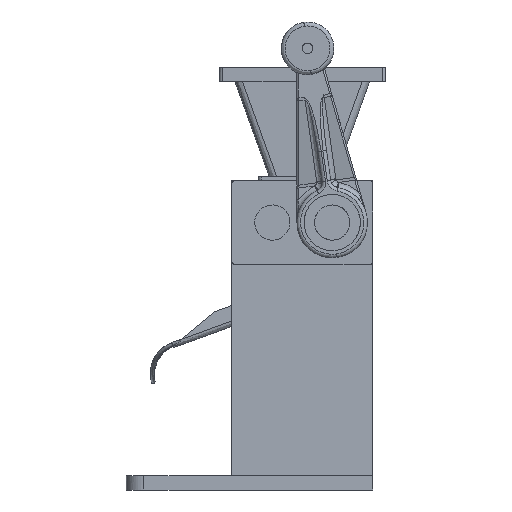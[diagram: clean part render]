
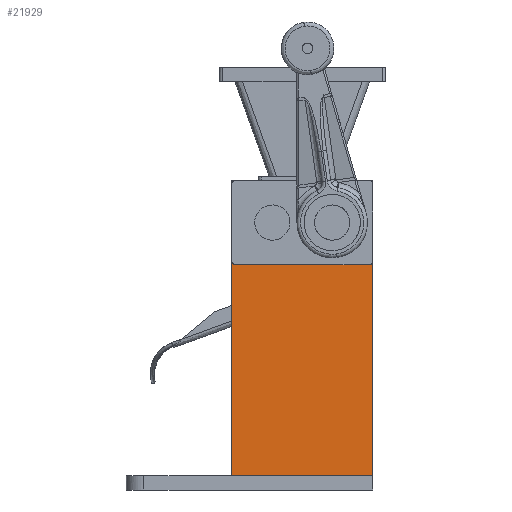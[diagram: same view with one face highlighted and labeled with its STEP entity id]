
A CAD part, front view. The second image highlights one B-rep face of the part: STEP entity #21929.
In plain terms, the highlighted free-form (B-spline) face has degree [1, 1] with [2, 2] control points.
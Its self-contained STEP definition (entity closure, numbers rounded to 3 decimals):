
#21642 = VERTEX_POINT('',#21643);
#21643 = CARTESIAN_POINT('',(-239.022,-172.353,
    224.267));
#21661 = VERTEX_POINT('',#21662);
#21662 = CARTESIAN_POINT('',(-209.513,-172.353,
    224.267));
#21667 = EDGE_CURVE('',#21642,#21661,#21668,.T.);
#21668 = ( BOUNDED_CURVE() B_SPLINE_CURVE(2,(#21669,#21670,#21671,#21672
,#21673),.UNSPECIFIED.,.F.,.F.) B_SPLINE_CURVE_WITH_KNOTS((3,2,3),(0.,
1.571,3.142),.PIECEWISE_BEZIER_KNOTS.) CURVE() 
GEOMETRIC_REPRESENTATION_ITEM() RATIONAL_B_SPLINE_CURVE((1.,
0.707,1.,0.707,1.)) REPRESENTATION_ITEM('') );
#21669 = CARTESIAN_POINT('',(-239.022,-172.353,
    224.267));
#21670 = CARTESIAN_POINT('',(-239.022,-172.353,
    209.513));
#21671 = CARTESIAN_POINT('',(-224.267,-172.353,
    209.513));
#21672 = CARTESIAN_POINT('',(-209.513,-172.353,
    209.513));
#21673 = CARTESIAN_POINT('',(-209.513,-172.353,
    224.267));
#21690 = VERTEX_POINT('',#21691);
#21691 = CARTESIAN_POINT('',(-188.857,-172.353,
    224.267));
#21709 = VERTEX_POINT('',#21710);
#21710 = CARTESIAN_POINT('',(-159.348,-172.353,
    224.267));
#21715 = EDGE_CURVE('',#21690,#21709,#21716,.T.);
#21716 = ( BOUNDED_CURVE() B_SPLINE_CURVE(2,(#21717,#21718,#21719,#21720
,#21721),.UNSPECIFIED.,.F.,.F.) B_SPLINE_CURVE_WITH_KNOTS((3,2,3),(0.,
1.571,3.142),.PIECEWISE_BEZIER_KNOTS.) CURVE() 
GEOMETRIC_REPRESENTATION_ITEM() RATIONAL_B_SPLINE_CURVE((1.,
0.707,1.,0.707,1.)) REPRESENTATION_ITEM('') );
#21717 = CARTESIAN_POINT('',(-188.857,-172.353,
    224.267));
#21718 = CARTESIAN_POINT('',(-188.857,-172.353,
    209.513));
#21719 = CARTESIAN_POINT('',(-174.102,-172.353,
    209.513));
#21720 = CARTESIAN_POINT('',(-159.348,-172.353,
    209.513));
#21721 = CARTESIAN_POINT('',(-159.348,-172.353,
    224.267));
#21737 = EDGE_CURVE('',#21738,#21740,#21742,.T.);
#21738 = VERTEX_POINT('',#21739);
#21739 = CARTESIAN_POINT('',(-258.202,-172.353,
    259.678));
#21740 = VERTEX_POINT('',#21741);
#21741 = CARTESIAN_POINT('',(-258.202,-172.353,
    11.804));
#21742 = B_SPLINE_CURVE_WITH_KNOTS('',1,(#21743,#21744),.UNSPECIFIED.,
  .F.,.F.,(2,2),(-24.,144.),.PIECEWISE_BEZIER_KNOTS.);
#21743 = CARTESIAN_POINT('',(-258.202,-172.353,
    259.678));
#21744 = CARTESIAN_POINT('',(-258.202,-172.353,
    11.804));
#21773 = EDGE_CURVE('',#21774,#21738,#21776,.T.);
#21774 = VERTEX_POINT('',#21775);
#21775 = CARTESIAN_POINT('',(-140.167,-172.353,
    259.678));
#21776 = B_SPLINE_CURVE_WITH_KNOTS('',1,(#21777,#21778),.UNSPECIFIED.,
  .F.,.F.,(2,2),(-57.,23.),.PIECEWISE_BEZIER_KNOTS.);
#21777 = CARTESIAN_POINT('',(-140.167,-172.353,
    259.678));
#21778 = CARTESIAN_POINT('',(-258.202,-172.353,
    259.678));
#21801 = EDGE_CURVE('',#21802,#21774,#21804,.T.);
#21802 = VERTEX_POINT('',#21803);
#21803 = CARTESIAN_POINT('',(-140.167,-172.353,
    11.804));
#21804 = B_SPLINE_CURVE_WITH_KNOTS('',1,(#21805,#21806),.UNSPECIFIED.,
  .F.,.F.,(2,2),(-144.,24.),.PIECEWISE_BEZIER_KNOTS.);
#21805 = CARTESIAN_POINT('',(-140.167,-172.353,
    11.804));
#21806 = CARTESIAN_POINT('',(-140.167,-172.353,
    259.678));
#21829 = EDGE_CURVE('',#21740,#21802,#21830,.T.);
#21830 = B_SPLINE_CURVE_WITH_KNOTS('',1,(#21831,#21832),.UNSPECIFIED.,
  .F.,.F.,(2,2),(-23.,57.),.PIECEWISE_BEZIER_KNOTS.);
#21831 = CARTESIAN_POINT('',(-258.202,-172.353,
    11.804));
#21832 = CARTESIAN_POINT('',(-140.167,-172.353,
    11.804));
#21858 = EDGE_CURVE('',#21709,#21690,#21859,.T.);
#21859 = ( BOUNDED_CURVE() B_SPLINE_CURVE(2,(#21860,#21861,#21862,#21863
,#21864),.UNSPECIFIED.,.F.,.F.) B_SPLINE_CURVE_WITH_KNOTS((3,2,3),(
    3.142,4.712,6.283),
.PIECEWISE_BEZIER_KNOTS.) CURVE() GEOMETRIC_REPRESENTATION_ITEM() 
RATIONAL_B_SPLINE_CURVE((1.,0.707,1.,0.707,1.)) 
REPRESENTATION_ITEM('') );
#21860 = CARTESIAN_POINT('',(-159.348,-172.353,
    224.267));
#21861 = CARTESIAN_POINT('',(-159.348,-172.353,
    239.022));
#21862 = CARTESIAN_POINT('',(-174.102,-172.353,
    239.022));
#21863 = CARTESIAN_POINT('',(-188.857,-172.353,
    239.022));
#21864 = CARTESIAN_POINT('',(-188.857,-172.353,
    224.267));
#21910 = EDGE_CURVE('',#21661,#21642,#21911,.T.);
#21911 = ( BOUNDED_CURVE() B_SPLINE_CURVE(2,(#21912,#21913,#21914,#21915
,#21916),.UNSPECIFIED.,.F.,.F.) B_SPLINE_CURVE_WITH_KNOTS((3,2,3),(
    3.142,4.712,6.283),
.PIECEWISE_BEZIER_KNOTS.) CURVE() GEOMETRIC_REPRESENTATION_ITEM() 
RATIONAL_B_SPLINE_CURVE((1.,0.707,1.,0.707,1.)) 
REPRESENTATION_ITEM('') );
#21912 = CARTESIAN_POINT('',(-209.513,-172.353,
    224.267));
#21913 = CARTESIAN_POINT('',(-209.513,-172.353,
    239.022));
#21914 = CARTESIAN_POINT('',(-224.267,-172.353,
    239.022));
#21915 = CARTESIAN_POINT('',(-239.022,-172.353,
    239.022));
#21916 = CARTESIAN_POINT('',(-239.022,-172.353,
    224.267));
#21929 = ADVANCED_FACE('',(#21930,#21936,#21940),#21944,.F.);
#21930 = FACE_BOUND('',#21931,.T.);
#21931 = EDGE_LOOP('',(#21932,#21933,#21934,#21935));
#21932 = ORIENTED_EDGE('',*,*,#21829,.T.);
#21933 = ORIENTED_EDGE('',*,*,#21801,.T.);
#21934 = ORIENTED_EDGE('',*,*,#21773,.T.);
#21935 = ORIENTED_EDGE('',*,*,#21737,.T.);
#21936 = FACE_BOUND('',#21937,.T.);
#21937 = EDGE_LOOP('',(#21938,#21939));
#21938 = ORIENTED_EDGE('',*,*,#21667,.F.);
#21939 = ORIENTED_EDGE('',*,*,#21910,.F.);
#21940 = FACE_BOUND('',#21941,.T.);
#21941 = EDGE_LOOP('',(#21942,#21943));
#21942 = ORIENTED_EDGE('',*,*,#21715,.F.);
#21943 = ORIENTED_EDGE('',*,*,#21858,.F.);
#21944 = B_SPLINE_SURFACE_WITH_KNOTS('',1,1,(
    (#21945,#21946)
    ,(#21947,#21948
  )),.UNSPECIFIED.,.F.,.F.,.F.,(2,2),(2,2),(-144.,24.),(-23.,57.),
  .PIECEWISE_BEZIER_KNOTS.);
#21945 = CARTESIAN_POINT('',(-258.202,-172.353,
    11.804));
#21946 = CARTESIAN_POINT('',(-140.167,-172.353,
    11.804));
#21947 = CARTESIAN_POINT('',(-258.202,-172.353,
    259.678));
#21948 = CARTESIAN_POINT('',(-140.167,-172.353,
    259.678));
